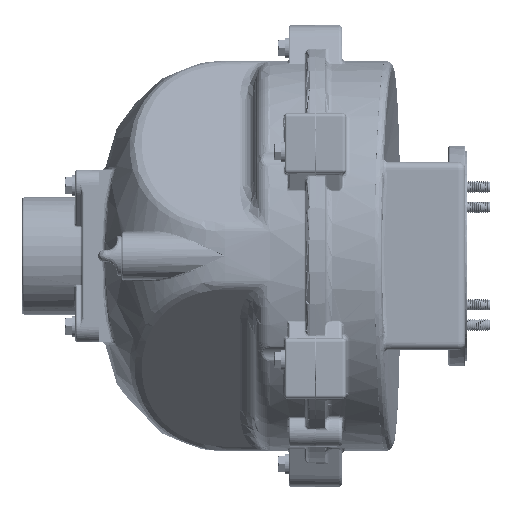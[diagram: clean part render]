
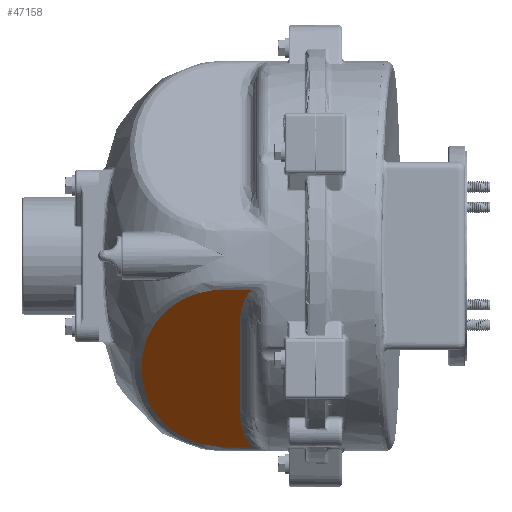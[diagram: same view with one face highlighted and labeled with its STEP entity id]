
A CAD part, front view. The second image highlights one B-rep face of the part: STEP entity #47158.
In plain terms, the highlighted face is planar.
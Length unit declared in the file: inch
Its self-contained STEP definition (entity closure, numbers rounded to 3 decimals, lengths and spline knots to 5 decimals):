
#46470=CARTESIAN_POINT('',(2.5,-5.02045,2.32523));
#46471=VERTEX_POINT('',#46470);
#46479=CARTESIAN_POINT('',(2.5,-2.03853,5.14354));
#46480=VERTEX_POINT('',#46479);
#46481=CARTESIAN_POINT('',(2.5,-5.02045,2.32523));
#46482=DIRECTION('',(0.0,0.727,0.687));
#46483=VECTOR('',#46482,4.10302);
#46484=LINE('',#46481,#46483);
#46485=EDGE_CURVE('',#46471,#46480,#46484,.T.);
#46555=CARTESIAN_POINT('',(2.09638,-6.29553,1.12011));
#46556=VERTEX_POINT('',#46555);
#46564=CARTESIAN_POINT('',(2.09638,-6.29553,1.12011));
#46565=CARTESIAN_POINT('',(2.14869,-6.24505,1.16782));
#46566=CARTESIAN_POINT('',(2.28352,-6.08081,1.32305));
#46567=CARTESIAN_POINT('',(2.41771,-5.77776,1.60947));
#46568=CARTESIAN_POINT('',(2.48946,-5.40134,1.96524));
#46569=CARTESIAN_POINT('',(2.5,-5.14684,2.20578));
#46570=CARTESIAN_POINT('',(2.5,-5.02045,2.32523));
#46571=B_SPLINE_CURVE_WITH_KNOTS('',3,(#46564,#46565,#46566,#46567,#46568,#46569,#46570),.UNSPECIFIED.,.F.,.U.,(4,1,1,1,4),(-4.63801,-3.97543,-2.65029,-1.32514,0.0),.UNSPECIFIED.);
#46572=EDGE_CURVE('',#46556,#46471,#46571,.T.);
#46628=CARTESIAN_POINT('',(2.09638,-0.76344,6.34866));
#46629=VERTEX_POINT('',#46628);
#46630=CARTESIAN_POINT('',(2.5,-2.03853,5.14354));
#46631=CARTESIAN_POINT('',(2.5,-1.84895,5.32272));
#46632=CARTESIAN_POINT('',(2.48077,-1.5304,5.62379));
#46633=CARTESIAN_POINT('',(2.36971,-1.15852,5.97527));
#46634=CARTESIAN_POINT('',(2.23878,-0.92319,6.19768));
#46635=CARTESIAN_POINT('',(2.14869,-0.81392,6.30095));
#46636=CARTESIAN_POINT('',(2.09638,-0.76344,6.34866));
#46637=B_SPLINE_CURVE_WITH_KNOTS('',3,(#46630,#46631,#46632,#46633,#46634,#46635,#46636),.UNSPECIFIED.,.F.,.U.,(4,1,1,1,4),(-4.63801,-2.65029,-1.32514,-0.66257,0.0),.UNSPECIFIED.);
#46638=EDGE_CURVE('',#46480,#46629,#46637,.T.);
#46772=CARTESIAN_POINT('',(3.,-6.29553,1.12011));
#46773=VERTEX_POINT('',#46772);
#46781=CARTESIAN_POINT('',(3.,-6.29553,1.12011));
#46782=DIRECTION('',(-1.0,0.0,0.0));
#46783=VECTOR('',#46782,0.90362);
#46784=LINE('',#46781,#46783);
#46785=EDGE_CURVE('',#46773,#46556,#46784,.T.);
#47099=CARTESIAN_POINT('',(3.,-0.76344,6.34866));
#47100=VERTEX_POINT('',#47099);
#47108=CARTESIAN_POINT('',(3.,-0.76344,6.34866));
#47109=CARTESIAN_POINT('',(3.12407,-0.76344,6.34866));
#47110=CARTESIAN_POINT('',(3.37397,-0.77884,6.33412));
#47111=CARTESIAN_POINT('',(3.73595,-0.8462,6.27045));
#47112=CARTESIAN_POINT('',(4.07977,-0.95572,6.16694));
#47113=CARTESIAN_POINT('',(4.50024,-1.14947,5.98381));
#47114=CARTESIAN_POINT('',(4.86088,-1.41001,5.73757));
#47115=CARTESIAN_POINT('',(5.14335,-1.7069,5.45698));
#47116=CARTESIAN_POINT('',(5.34248,-1.97279,5.20567));
#47117=CARTESIAN_POINT('',(5.5143,-2.28367,4.91185));
#47118=CARTESIAN_POINT('',(5.64668,-2.63239,4.58227));
#47119=CARTESIAN_POINT('',(5.74537,-3.04772,4.18972));
#47120=CARTESIAN_POINT('',(5.78598,-3.52905,3.73481));
#47121=CARTESIAN_POINT('',(5.73542,-4.13002,3.16681));
#47122=CARTESIAN_POINT('',(5.59408,-4.60306,2.71972));
#47123=CARTESIAN_POINT('',(5.42161,-4.94302,2.39841));
#47124=CARTESIAN_POINT('',(5.30509,-5.13545,2.21654));
#47125=CARTESIAN_POINT('',(5.18596,-5.29575,2.06504));
#47126=CARTESIAN_POINT('',(4.9156,-5.60286,1.77478));
#47127=CARTESIAN_POINT('',(4.57695,-5.87297,1.51949));
#47128=CARTESIAN_POINT('',(4.16101,-6.06599,1.33706));
#47129=CARTESIAN_POINT('',(3.93869,-6.14823,1.25933));
#47130=CARTESIAN_POINT('',(3.70932,-6.21751,1.19385));
#47131=CARTESIAN_POINT('',(3.37411,-6.28032,1.13449));
#47132=CARTESIAN_POINT('',(3.12407,-6.29553,1.12011));
#47133=CARTESIAN_POINT('',(3.,-6.29553,1.12011));
#47134=B_SPLINE_CURVE_WITH_KNOTS('',3,(#47108,#47109,#47110,#47111,#47112,#47113,#47114,#47115,#47116,#47117,#47118,#47119,#47120,#47121,#47122,#47123,#47124,#47125,#47126,#47127,#47128,#47129,#47130,#47131,#47132,#47133),.UNSPECIFIED.,.F.,.U.,(4,1,1,1,1,1,1,1,1,1,1,1,1,1,1,1,1,1,1,1,1,1,1,4),(0.0,0.94545,1.8909,2.83635,3.7818,5.6727,6.61815,7.5636,8.82419,10.08479,11.34539,13.23629,15.12719,17.64839,18.27869,18.90899,19.85444,20.16959,22.69079,23.63624,23.8726,24.58168,25.52713,26.47258),.UNSPECIFIED.);
#47135=EDGE_CURVE('',#47100,#46773,#47134,.T.);
#47140=CARTESIAN_POINT('',(7.,-6.42262,1.0));
#47141=DIRECTION('',(0.0,0.687,-0.727));
#47142=DIRECTION('',(-1.0,0.0,0.0));
#47143=AXIS2_PLACEMENT_3D('',#47140,#47141,#47142);
#47144=PLANE('',#47143);
#47145=ORIENTED_EDGE('',*,*,#46572,.F.);
#47146=ORIENTED_EDGE('',*,*,#46785,.F.);
#47147=ORIENTED_EDGE('',*,*,#47135,.F.);
#47148=CARTESIAN_POINT('',(3.,-0.76344,6.34866));
#47149=DIRECTION('',(-1.0,0.0,0.0));
#47150=VECTOR('',#47149,0.90362);
#47151=LINE('',#47148,#47150);
#47152=EDGE_CURVE('',#47100,#46629,#47151,.T.);
#47153=ORIENTED_EDGE('',*,*,#47152,.T.);
#47154=ORIENTED_EDGE('',*,*,#46638,.F.);
#47155=ORIENTED_EDGE('',*,*,#46485,.F.);
#47156=EDGE_LOOP('',(#47145,#47146,#47147,#47153,#47154,#47155));
#47157=FACE_OUTER_BOUND('',#47156,.T.);
#47158=ADVANCED_FACE('',(#47157),#47144,.F.);
